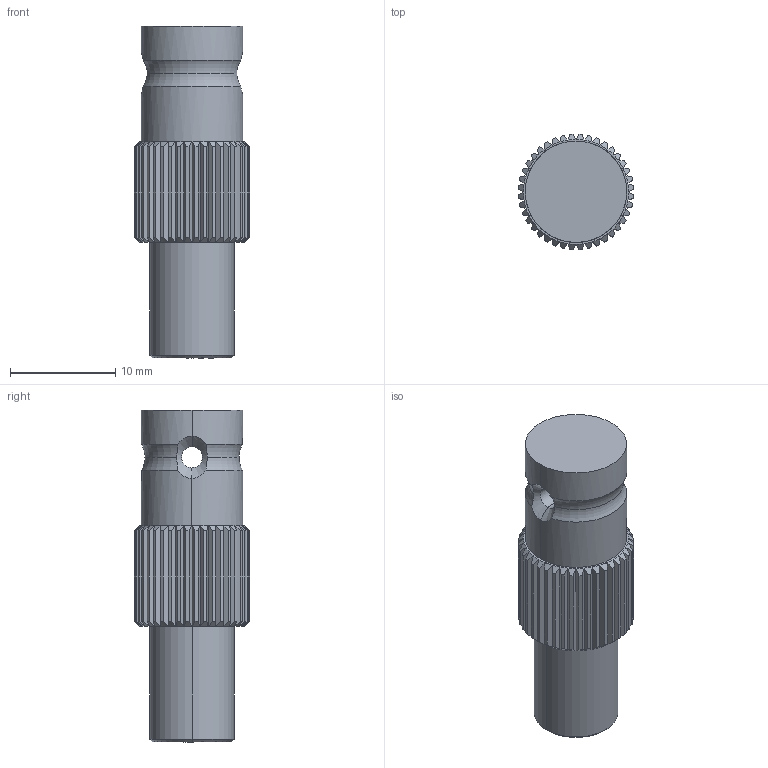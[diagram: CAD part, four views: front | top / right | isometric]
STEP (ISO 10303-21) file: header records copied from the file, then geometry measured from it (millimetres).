
FILE_DESCRIPTION (( 'STEP AP203' ), '1' );
FILE_NAME ('FMTR6257_3D.STEP', '2022-06-22T10:51:23', ( '' ), ( '' ), 'SwSTEP 2.0', 'SolidWorks 2021', '' );
FILE_SCHEMA (( 'CONFIG_CONTROL_DESIGN' ));
Length unit declared in the file: millimetre
Products named in the file (1): FMTR6257_3D
Bounding box: 10.99 x 10.99 x 31.6 mm (x, y, z)
Volume: 2160 mm3; surface area: 1359.9 mm2
Topology: 1 solids, 1 shells, 271 faces, 622 edges, 358 vertices
Faces by surface type: plane 110, cone 86, cylinder 48, bspline 23, torus 4
Entity records: 9079 total; most frequent: CARTESIAN_POINT 3327, ORIENTED_EDGE 1244, DIRECTION 1078, EDGE_CURVE 622, AXIS2_PLACEMENT_3D 429, VERTEX_POINT 358, EDGE_LOOP 278, FACE_OUTER_BOUND 271
